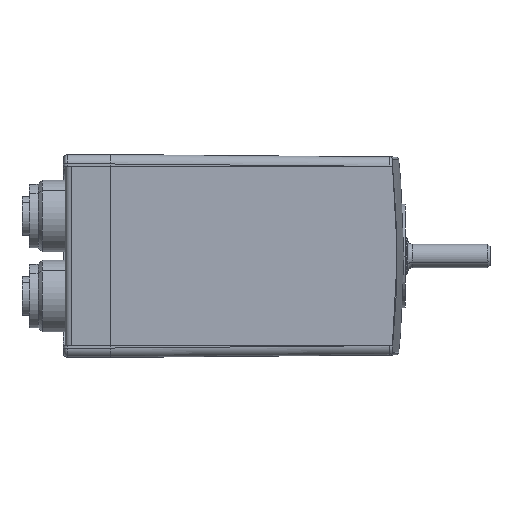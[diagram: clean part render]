
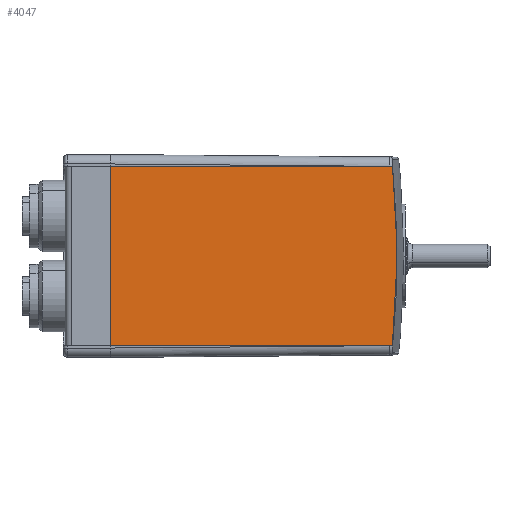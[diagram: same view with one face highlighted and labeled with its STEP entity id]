
A CAD part, left-side view. The second image highlights one B-rep face of the part: STEP entity #4047.
In plain terms, the highlighted planar face has unit normal (-1, -0.009, 0).
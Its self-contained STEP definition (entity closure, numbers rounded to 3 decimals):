
#10 = CARTESIAN_POINT ( 'NONE',  ( -57.5, -17.204, -3.172 ) ) ;
#240 = LINE ( 'NONE', #1594, #2556 ) ;
#486 = VERTEX_POINT ( 'NONE', #4315 ) ;
#516 = CARTESIAN_POINT ( 'NONE',  ( -57.489, -18.495, 19. ) ) ;
#772 = CARTESIAN_POINT ( 'NONE',  ( -57.505, -16.596, 15.841 ) ) ;
#1252 = DIRECTION ( 'NONE',  ( 0.009, -1., 0. ) ) ;
#1594 = CARTESIAN_POINT ( 'NONE',  ( -57.489, -18.495, -19. ) ) ;
#1731 = VERTEX_POINT ( 'NONE', #7846 ) ;
#2171 = CARTESIAN_POINT ( 'NONE',  ( -57.505, -16.596, -15.841 ) ) ;
#2277 = EDGE_CURVE ( 'NONE', #7133, #2361, #3653, .T. ) ;
#2301 = ORIENTED_EDGE ( 'NONE', *, *, #4081, .T. ) ;
#2303 = DIRECTION ( 'NONE',  ( 0., 0., -1. ) ) ;
#2346 = VECTOR ( 'NONE', #7922, 1000. ) ;
#2361 = VERTEX_POINT ( 'NONE', #2553 ) ;
#2553 = CARTESIAN_POINT ( 'NONE',  ( -58.03, 43.5, -19. ) ) ;
#2556 = VECTOR ( 'NONE', #5207, 1000. ) ;
#3133 = B_SPLINE_CURVE_WITH_KNOTS ( 'NONE', 3,
 ( #5153, #2171, #8870, #7311, #10, #3621, #5829, #9500, #772, #8060 ),
 .UNSPECIFIED., .F., .F.,
 ( 4, 2, 2, 2, 4 ),
 ( 0., 0.01, 0.019, 0.029, 0.038 ),
 .UNSPECIFIED. ) ;
#3575 = ORIENTED_EDGE ( 'NONE', *, *, #2277, .T. ) ;
#3621 = CARTESIAN_POINT ( 'NONE',  ( -57.5, -17.204, 3.168 ) ) ;
#3653 = LINE ( 'NONE', #4554, #9297 ) ;
#3954 = ORIENTED_EDGE ( 'NONE', *, *, #6000, .T. ) ;
#4047 = ADVANCED_FACE ( 'NONE', ( #8346 ), #7880, .F. ) ;
#4081 = EDGE_CURVE ( 'NONE', #486, #7133, #4317, .T. ) ;
#4180 = CARTESIAN_POINT ( 'NONE',  ( -58.03, 43.5, 19. ) ) ;
#4315 = CARTESIAN_POINT ( 'NONE',  ( -57.508, -16.292, 19. ) ) ;
#4317 = LINE ( 'NONE', #516, #2346 ) ;
#4554 = CARTESIAN_POINT ( 'NONE',  ( -58.03, 43.5, 0. ) ) ;
#4820 = EDGE_CURVE ( 'NONE', #1731, #486, #3133, .T. ) ;
#5041 = EDGE_LOOP ( 'NONE', ( #3575, #3954, #6305, #2301 ) ) ;
#5153 = CARTESIAN_POINT ( 'NONE',  ( -57.508, -16.292, -19. ) ) ;
#5207 = DIRECTION ( 'NONE',  ( 0.009, -1., 0. ) ) ;
#5829 = CARTESIAN_POINT ( 'NONE',  ( -57.501, -17.128, 6.341 ) ) ;
#6000 = EDGE_CURVE ( 'NONE', #2361, #1731, #240, .T. ) ;
#6305 = ORIENTED_EDGE ( 'NONE', *, *, #4820, .T. ) ;
#7104 = CARTESIAN_POINT ( 'NONE',  ( -57.646, -0.503, 0. ) ) ;
#7133 = VERTEX_POINT ( 'NONE', #4180 ) ;
#7311 = CARTESIAN_POINT ( 'NONE',  ( -57.501, -17.128, -6.34 ) ) ;
#7846 = CARTESIAN_POINT ( 'NONE',  ( -57.508, -16.292, -19. ) ) ;
#7880 = PLANE ( 'NONE',  #9153 ) ;
#7922 = DIRECTION ( 'NONE',  ( -0.009, 1., 0. ) ) ;
#8060 = CARTESIAN_POINT ( 'NONE',  ( -57.508, -16.292, 19. ) ) ;
#8346 = FACE_OUTER_BOUND ( 'NONE', #5041, .T. ) ;
#8592 = DIRECTION ( 'NONE',  ( 1., 0.009, 0. ) ) ;
#8870 = CARTESIAN_POINT ( 'NONE',  ( -57.503, -16.824, -12.675 ) ) ;
#9153 = AXIS2_PLACEMENT_3D ( 'NONE', #7104, #8592, #1252 ) ;
#9297 = VECTOR ( 'NONE', #2303, 1000. ) ;
#9500 = CARTESIAN_POINT ( 'NONE',  ( -57.503, -16.824, 12.678 ) ) ;
